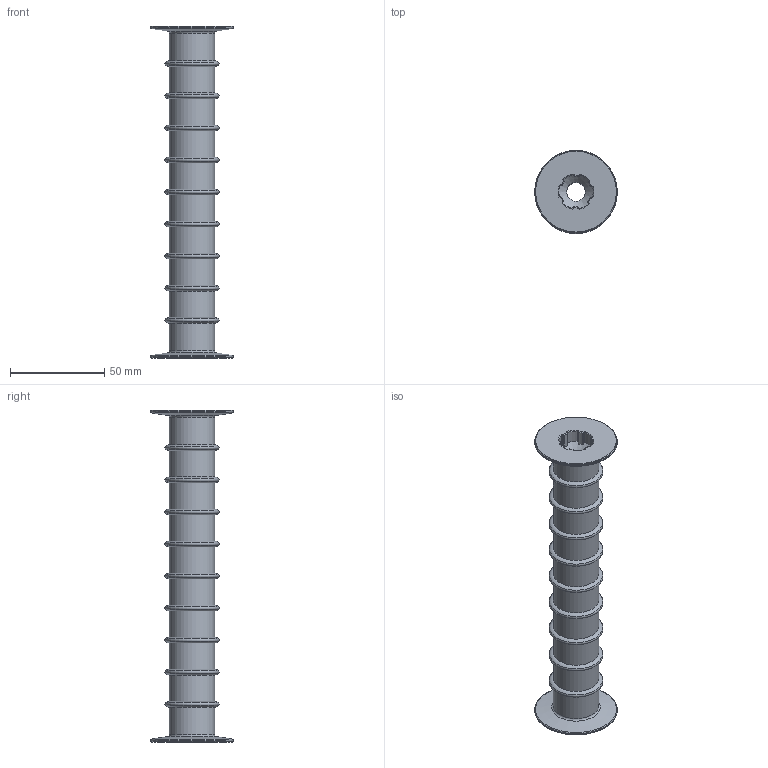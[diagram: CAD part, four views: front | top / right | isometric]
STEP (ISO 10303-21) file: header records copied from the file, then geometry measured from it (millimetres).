
FILE_DESCRIPTION(/* description */ ('','CAx-IF Rec.Pracs.---Representation and Presentation of Product Manufacturing Information (PMI)---4.0---2014-10-13'),/* implementation_level */ '2;1');
FILE_NAME(/* name */ 'Knobbed Idler Roller v1.step',/* time_stamp */ '2025-03-13T20:55:36-07:00',/* author */ (''),/* organization */ (''),/* preprocessor_version */ 'ST-DEVELOPER v20',/* originating_system */ 'Autodesk Translation Framework v13.20.0.188',/* authorisation */ '');
FILE_SCHEMA (('AP242_MANAGED_MODEL_BASED_3D_ENGINEERING_MIM_LF { 1 0 10303 442 1 1 4 }'));
Length unit declared in the file: millimetre
Products named in the file (3): Knobbed Idler Roller; Idler Roller - Male; Idler Roller - Female
Assembly tree (2 placements, depth 2):
  Knobbed Idler Roller
    Idler Roller - Male
    Idler Roller - Female
Bounding box: 43.8 x 43.8 x 176 mm (x, y, z)
Volume: 71096.8 mm3; surface area: 28601.7 mm2
Topology: 2 solids, 2 shells, 274 faces, 667 edges, 399 vertices
Faces by surface type: plane 150, cylinder 57, cone 32, torus 31, bspline 4
Full cylindrical faces by diameter (mm): 10 x2, 14.09 x2, 14.49 x3, 16.8 x3, 17.2 x3, 24 x10, 43.8 x2
Entity records: 10483 total; most frequent: CARTESIAN_POINT 4293, ORIENTED_EDGE 1334, DIRECTION 1227, EDGE_CURVE 667, AXIS2_PLACEMENT_3D 451, VERTEX_POINT 399, LINE 325, VECTOR 325
